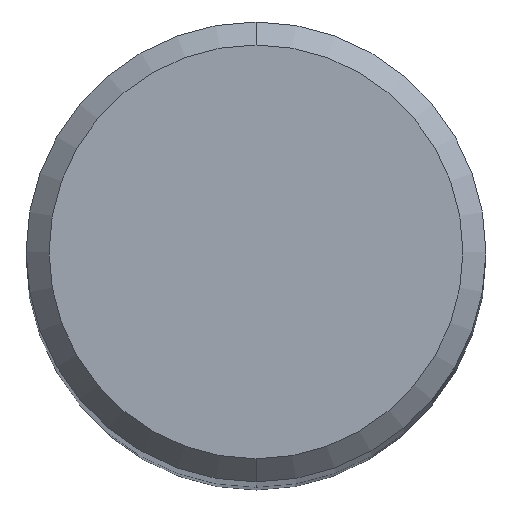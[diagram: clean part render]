
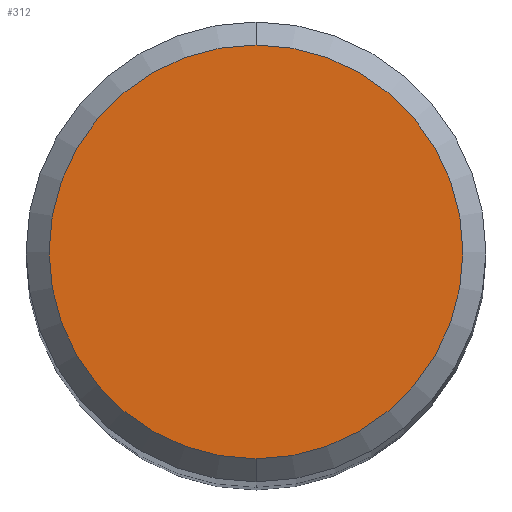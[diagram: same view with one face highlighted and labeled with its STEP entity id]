
A CAD part, top view. The second image highlights one B-rep face of the part: STEP entity #312.
In plain terms, the highlighted planar face has unit normal (0, 0, 1).
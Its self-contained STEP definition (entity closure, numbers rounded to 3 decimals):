
#176=VERTEX_POINT('',#477);
#184=VERTEX_POINT('',#487);
#312=ADVANCED_FACE('',(#627),#628,.T.);
#406=EDGE_CURVE('',#184,#176,#730,.T.);
#450=EDGE_CURVE('',#176,#184,#780,.T.);
#477=CARTESIAN_POINT('',(0.,-3.6,0.0));
#487=CARTESIAN_POINT('',(0.0,3.6,0.0));
#627=FACE_OUTER_BOUND('',#1145,.T.);
#628=PLANE('',#1146);
#730=CIRCLE('',#1322,3.6);
#780=CIRCLE('',#1425,3.6);
#1145=EDGE_LOOP('',(#1580,#1581));
#1146=AXIS2_PLACEMENT_3D('',#1582,#1583,#1584);
#1322=AXIS2_PLACEMENT_3D('',#1684,#1685,#1686);
#1425=AXIS2_PLACEMENT_3D('',#1770,#1771,#1772);
#1580=ORIENTED_EDGE('',*,*,#406,.F.);
#1581=ORIENTED_EDGE('',*,*,#450,.F.);
#1582=CARTESIAN_POINT('',(0.0,1.8,0.0));
#1583=DIRECTION('',(-0.0,0.0,1.0));
#1584=DIRECTION('',(0.0,-1.0,0.0));
#1684=CARTESIAN_POINT('',(0.0,0.0,0.0));
#1685=DIRECTION('',(0.0,0.0,-1.0));
#1686=DIRECTION('',(0.0,1.0,0.0));
#1770=CARTESIAN_POINT('',(0.0,0.0,0.0));
#1771=DIRECTION('',(0.0,0.0,-1.0));
#1772=DIRECTION('',(0.0,1.0,0.0));
